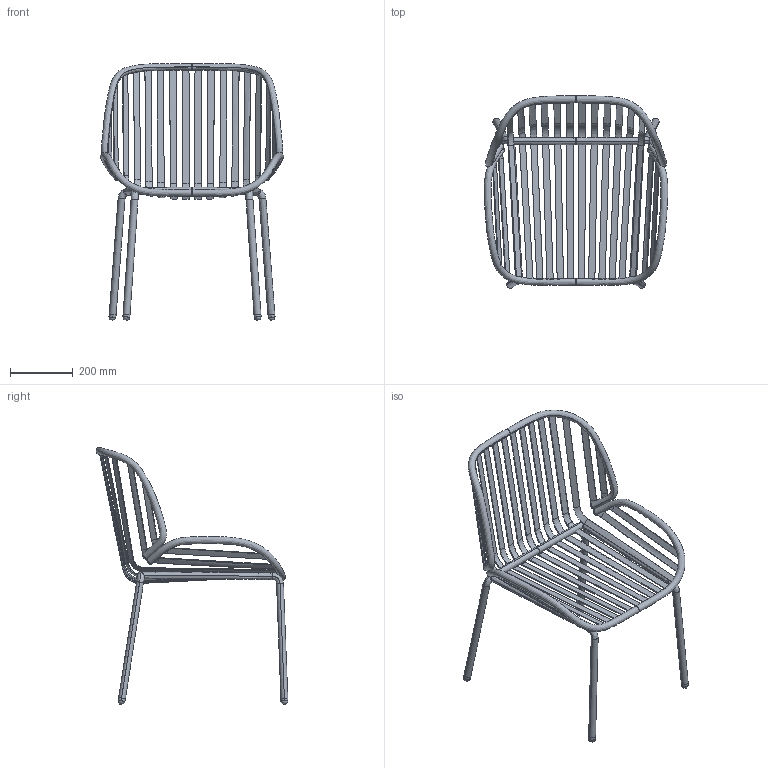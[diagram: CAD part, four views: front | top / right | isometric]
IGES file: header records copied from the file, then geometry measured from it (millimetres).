
Global section: file name: 59HRayure - CA51401 - Silla sin brazo.igs; native system: Rhinoceros ( Dec  8 2020 ); preprocessor: Trout Lake IGES 012 Dec  8 2020; date: 240312.174250; units: millimetre
Bounding box: 583.3 x 610.2 x 817.56 mm (x, y, z)
Surface area: 1140044.2 mm2 (no closed solid volume)
Topology: 0 solids, 0 shells, 380 faces, 2059 edges, 2047 vertices
Faces by surface type: bspline 380
